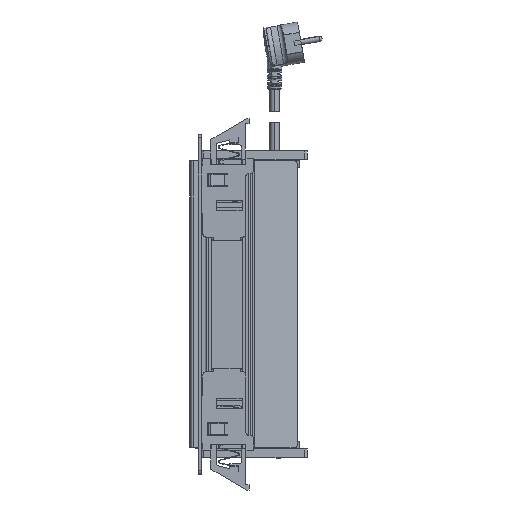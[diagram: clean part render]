
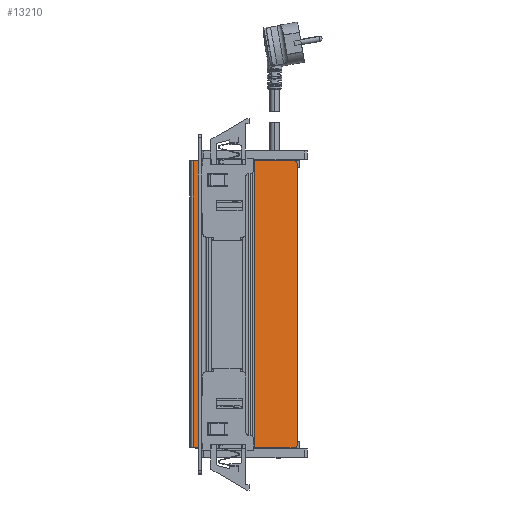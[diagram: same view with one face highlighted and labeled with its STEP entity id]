
A CAD part, left-side view. The second image highlights one B-rep face of the part: STEP entity #13210.
In plain terms, the highlighted planar face has unit normal (-0.987, -0.163, 0).
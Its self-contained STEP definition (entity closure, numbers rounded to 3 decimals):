
#12533=AXIS2_PLACEMENT_3D('Circle Axis2P3D',#12531,#12532,$) ;
#13181=AXIS2_PLACEMENT_3D('Plane Axis2P3D',#13178,#13179,#13180) ;
#13192=AXIS2_PLACEMENT_3D('Circle Axis2P3D',#13190,#13191,$) ;
#12531=CARTESIAN_POINT('Axis2P3D Location',(-25.931,-54.235,4.)) ;
#12535=CARTESIAN_POINT('Vertex',(-25.443,-57.195,4.)) ;
#12537=CARTESIAN_POINT('Vertex',(-25.931,-54.235,1.)) ;
#12659=CARTESIAN_POINT('Line Origine',(-33.345,-9.217,1.)) ;
#12663=CARTESIAN_POINT('Vertex',(-40.76,35.802,1.)) ;
#12926=CARTESIAN_POINT('Line Origine',(-40.76,35.802,174.)) ;
#12930=CARTESIAN_POINT('Vertex',(-40.76,35.802,257.)) ;
#13178=CARTESIAN_POINT('Axis2P3D Location',(-40.76,35.802,174.)) ;
#13183=CARTESIAN_POINT('Line Origine',(-25.443,-57.195,129.)) ;
#13187=CARTESIAN_POINT('Vertex',(-25.443,-57.195,254.)) ;
#13190=CARTESIAN_POINT('Axis2P3D Location',(-25.931,-54.235,254.)) ;
#13194=CARTESIAN_POINT('Vertex',(-25.931,-54.235,257.)) ;
#13197=CARTESIAN_POINT('Line Origine',(-33.345,-9.217,257.)) ;
#12532=DIRECTION('Axis2P3D Direction',(0.987,0.163,0.)) ;
#12660=DIRECTION('Vector Direction',(0.163,-0.987,0.)) ;
#12927=DIRECTION('Vector Direction',(0.,0.,-1.)) ;
#13179=DIRECTION('Axis2P3D Direction',(0.987,0.163,0.)) ;
#13180=DIRECTION('Axis2P3D XDirection',(0.163,-0.987,0.)) ;
#13184=DIRECTION('Vector Direction',(0.,0.,-1.)) ;
#13191=DIRECTION('Axis2P3D Direction',(0.987,0.163,0.)) ;
#13198=DIRECTION('Vector Direction',(0.163,-0.987,0.)) ;
#12661=VECTOR('Line Direction',#12660,1.) ;
#12928=VECTOR('Line Direction',#12927,1.) ;
#13185=VECTOR('Line Direction',#13184,1.) ;
#13199=VECTOR('Line Direction',#13198,1.) ;
#13203=ORIENTED_EDGE('',*,*,#12932,.T.) ;
#13204=ORIENTED_EDGE('',*,*,#12665,.F.) ;
#13205=ORIENTED_EDGE('',*,*,#12539,.F.) ;
#13206=ORIENTED_EDGE('',*,*,#13189,.F.) ;
#13207=ORIENTED_EDGE('',*,*,#13196,.F.) ;
#13208=ORIENTED_EDGE('',*,*,#13201,.T.) ;
#13210=ADVANCED_FACE('FLIP-UP_8_MODULES_OPEN.1\\COUVERCLE 8M.1\\Corps principal',(#13209),#13182,.F.) ;
#12534=CIRCLE('generated circle',#12533,3.) ;
#13193=CIRCLE('generated circle',#13192,3.) ;
#12539=EDGE_CURVE('',#12536,#12538,#12534,.T.) ;
#12665=EDGE_CURVE('',#12538,#12664,#12662,.F.) ;
#12932=EDGE_CURVE('',#12931,#12664,#12929,.T.) ;
#13189=EDGE_CURVE('',#13188,#12536,#13186,.T.) ;
#13196=EDGE_CURVE('',#13195,#13188,#13193,.T.) ;
#13201=EDGE_CURVE('',#13195,#12931,#13200,.F.) ;
#13202=EDGE_LOOP('',(#13203,#13204,#13205,#13206,#13207,#13208)) ;
#13209=FACE_OUTER_BOUND('',#13202,.T.) ;
#12662=LINE('Line',#12659,#12661) ;
#12929=LINE('Line',#12926,#12928) ;
#13186=LINE('Line',#13183,#13185) ;
#13200=LINE('Line',#13197,#13199) ;
#13182=PLANE('',#13181) ;
#12536=VERTEX_POINT('',#12535) ;
#12538=VERTEX_POINT('',#12537) ;
#12664=VERTEX_POINT('',#12663) ;
#12931=VERTEX_POINT('',#12930) ;
#13188=VERTEX_POINT('',#13187) ;
#13195=VERTEX_POINT('',#13194) ;
